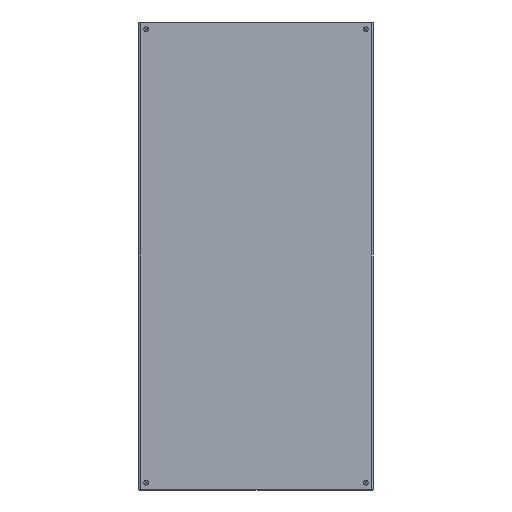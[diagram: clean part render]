
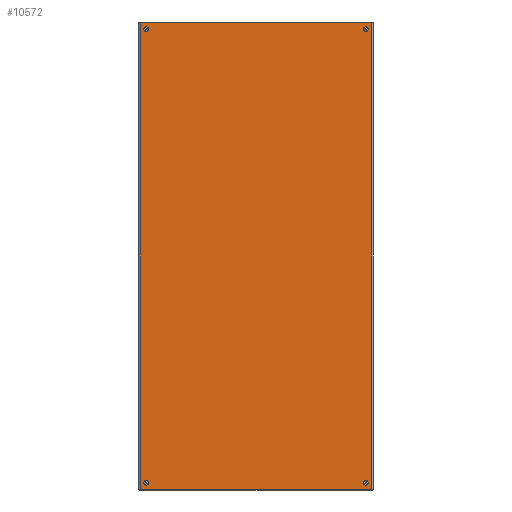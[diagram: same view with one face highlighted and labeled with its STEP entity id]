
A CAD part, left-side view. The second image highlights one B-rep face of the part: STEP entity #10572.
In plain terms, the highlighted face is planar.
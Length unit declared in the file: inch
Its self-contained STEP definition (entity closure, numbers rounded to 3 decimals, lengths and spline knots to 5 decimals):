
#614 = DIRECTION ( 'NONE',  ( -1., 0., 0. ) ) ;
#1062 = EDGE_CURVE ( 'NONE', #55517, #111275, #61746, .T. ) ;
#1144 = CIRCLE ( 'NONE', #9228, 0.25 ) ;
#2341 = LINE ( 'NONE', #18993, #72462 ) ;
#3804 = VECTOR ( 'NONE', #34142, 39.37008 ) ;
#4379 = EDGE_CURVE ( 'NONE', #91418, #103766, #1144, .T. ) ;
#4739 = CARTESIAN_POINT ( 'NONE',  ( 23.5, 0., 11.25 ) ) ;
#4961 = CARTESIAN_POINT ( 'NONE',  ( 23.25, 0., -11.25 ) ) ;
#4988 = VECTOR ( 'NONE', #82131, 39.37008 ) ;
#5624 = ORIENTED_EDGE ( 'NONE', *, *, #44517, .T. ) ;
#6262 = VERTEX_POINT ( 'NONE', #32644 ) ;
#6604 = AXIS2_PLACEMENT_3D ( 'NONE', #43419, #42175, #79733 ) ;
#8589 = VERTEX_POINT ( 'NONE', #13625 ) ;
#8953 = CARTESIAN_POINT ( 'NONE',  ( -23., 0., -11.25 ) ) ;
#9228 = AXIS2_PLACEMENT_3D ( 'NONE', #77328, #86735, #19845 ) ;
#10052 = CARTESIAN_POINT ( 'NONE',  ( -23., 0., 11.25 ) ) ;
#10572 = ADVANCED_FACE ( 'NONE', ( #46028, #76629, #117583, #79578, #34235 ), #22952, .F. ) ;
#13625 = CARTESIAN_POINT ( 'NONE',  ( -23.928, 0., 11.892 ) ) ;
#15472 = DIRECTION ( 'NONE',  ( 1., 0., 0. ) ) ;
#17203 = VERTEX_POINT ( 'NONE', #67977 ) ;
#18716 = AXIS2_PLACEMENT_3D ( 'NONE', #87850, #31874, #116075 ) ;
#18993 = CARTESIAN_POINT ( 'NONE',  ( -23.928, 0., 11.892 ) ) ;
#19446 = EDGE_CURVE ( 'NONE', #77321, #83574, #49209, .T. ) ;
#19845 = DIRECTION ( 'NONE',  ( 1., 0., 0. ) ) ;
#21257 = CARTESIAN_POINT ( 'NONE',  ( -23.25, 0., 11.25 ) ) ;
#21294 = DIRECTION ( 'NONE',  ( 1., 0., 0. ) ) ;
#22952 = PLANE ( 'NONE',  #18716 ) ;
#24061 = ORIENTED_EDGE ( 'NONE', *, *, #104967, .T. ) ;
#24605 = CARTESIAN_POINT ( 'NONE',  ( 23., 0., -11.25 ) ) ;
#26250 = EDGE_LOOP ( 'NONE', ( #101880, #24061 ) ) ;
#28082 = EDGE_CURVE ( 'NONE', #83574, #77321, #105670, .T. ) ;
#31874 = DIRECTION ( 'NONE',  ( 0., -1., 0. ) ) ;
#32324 = DIRECTION ( 'NONE',  ( 0., -1., 0. ) ) ;
#32329 = ORIENTED_EDGE ( 'NONE', *, *, #32976, .T. ) ;
#32644 = CARTESIAN_POINT ( 'NONE',  ( -23.928, 0., -11.892 ) ) ;
#32976 = EDGE_CURVE ( 'NONE', #77506, #41330, #73436, .T. ) ;
#34142 = DIRECTION ( 'NONE',  ( 1., 0., 0. ) ) ;
#34235 = FACE_BOUND ( 'NONE', #79263, .T. ) ;
#34640 = CARTESIAN_POINT ( 'NONE',  ( 23.25, 0., -11.25 ) ) ;
#35703 = DIRECTION ( 'NONE',  ( 1., 0., 0. ) ) ;
#36042 = ORIENTED_EDGE ( 'NONE', *, *, #4379, .T. ) ;
#38031 = DIRECTION ( 'NONE',  ( 0., -1., 0. ) ) ;
#38139 = CIRCLE ( 'NONE', #61715, 0.25 ) ;
#40195 = EDGE_LOOP ( 'NONE', ( #58654, #32329 ) ) ;
#40264 = AXIS2_PLACEMENT_3D ( 'NONE', #4961, #32324, #83213 ) ;
#41330 = VERTEX_POINT ( 'NONE', #10052 ) ;
#42175 = DIRECTION ( 'NONE',  ( 0., -1., 0. ) ) ;
#43419 = CARTESIAN_POINT ( 'NONE',  ( -23.25, 0., -11.25 ) ) ;
#44517 = EDGE_CURVE ( 'NONE', #103766, #91418, #93523, .T. ) ;
#46028 = FACE_OUTER_BOUND ( 'NONE', #114641, .T. ) ;
#46358 = CARTESIAN_POINT ( 'NONE',  ( -23.25, 0., 11.25 ) ) ;
#49209 = CIRCLE ( 'NONE', #94865, 0.25 ) ;
#50715 = LINE ( 'NONE', #90395, #58046 ) ;
#50981 = ORIENTED_EDGE ( 'NONE', *, *, #69286, .F. ) ;
#51136 = EDGE_CURVE ( 'NONE', #41330, #77506, #38139, .T. ) ;
#51459 = AXIS2_PLACEMENT_3D ( 'NONE', #93940, #38031, #103335 ) ;
#54493 = DIRECTION ( 'NONE',  ( 0., 0., 1. ) ) ;
#55517 = VERTEX_POINT ( 'NONE', #71383 ) ;
#58046 = VECTOR ( 'NONE', #54493, 39.37008 ) ;
#58654 = ORIENTED_EDGE ( 'NONE', *, *, #51136, .T. ) ;
#59333 = DIRECTION ( 'NONE',  ( 0., -1., 0. ) ) ;
#61065 = EDGE_CURVE ( 'NONE', #6262, #8589, #50715, .T. ) ;
#61715 = AXIS2_PLACEMENT_3D ( 'NONE', #46358, #101823, #35703 ) ;
#61746 = CIRCLE ( 'NONE', #119235, 0.25 ) ;
#64903 = EDGE_CURVE ( 'NONE', #17203, #71175, #73708, .T. ) ;
#65788 = EDGE_LOOP ( 'NONE', ( #5624, #36042 ) ) ;
#67977 = CARTESIAN_POINT ( 'NONE',  ( 23.928, 0., 11.892 ) ) ;
#69286 = EDGE_CURVE ( 'NONE', #6262, #71175, #98883, .T. ) ;
#71175 = VERTEX_POINT ( 'NONE', #109277 ) ;
#71383 = CARTESIAN_POINT ( 'NONE',  ( 23.5, 0., -11.25 ) ) ;
#72462 = VECTOR ( 'NONE', #614, 39.37008 ) ;
#73436 = CIRCLE ( 'NONE', #107285, 0.25 ) ;
#73708 = LINE ( 'NONE', #88708, #4988 ) ;
#76629 = FACE_BOUND ( 'NONE', #65788, .T. ) ;
#76927 = ORIENTED_EDGE ( 'NONE', *, *, #19446, .T. ) ;
#77321 = VERTEX_POINT ( 'NONE', #89739 ) ;
#77328 = CARTESIAN_POINT ( 'NONE',  ( 23.25, 0., 11.25 ) ) ;
#77506 = VERTEX_POINT ( 'NONE', #95313 ) ;
#77759 = CARTESIAN_POINT ( 'NONE',  ( 23., 0., 11.25 ) ) ;
#79263 = EDGE_LOOP ( 'NONE', ( #88903, #76927 ) ) ;
#79578 = FACE_BOUND ( 'NONE', #26250, .T. ) ;
#79733 = DIRECTION ( 'NONE',  ( 1., 0., 0. ) ) ;
#81783 = ORIENTED_EDGE ( 'NONE', *, *, #61065, .T. ) ;
#82131 = DIRECTION ( 'NONE',  ( 0., 0., -1. ) ) ;
#83213 = DIRECTION ( 'NONE',  ( 1., 0., 0. ) ) ;
#83574 = VERTEX_POINT ( 'NONE', #8953 ) ;
#84289 = EDGE_CURVE ( 'NONE', #17203, #8589, #2341, .T. ) ;
#84565 = ORIENTED_EDGE ( 'NONE', *, *, #64903, .T. ) ;
#86555 = DIRECTION ( 'NONE',  ( 1., 0., 0. ) ) ;
#86735 = DIRECTION ( 'NONE',  ( 0., -1., 0. ) ) ;
#87850 = CARTESIAN_POINT ( 'NONE',  ( 23.928, 0., -11.928 ) ) ;
#88708 = CARTESIAN_POINT ( 'NONE',  ( 23.928, 0., -11.928 ) ) ;
#88903 = ORIENTED_EDGE ( 'NONE', *, *, #28082, .T. ) ;
#89355 = CIRCLE ( 'NONE', #40264, 0.25 ) ;
#89739 = CARTESIAN_POINT ( 'NONE',  ( -23.5, 0., -11.25 ) ) ;
#90395 = CARTESIAN_POINT ( 'NONE',  ( -23.928, 0., 11.928 ) ) ;
#91418 = VERTEX_POINT ( 'NONE', #77759 ) ;
#93523 = CIRCLE ( 'NONE', #51459, 0.25 ) ;
#93567 = ORIENTED_EDGE ( 'NONE', *, *, #84289, .F. ) ;
#93940 = CARTESIAN_POINT ( 'NONE',  ( 23.25, 0., 11.25 ) ) ;
#94865 = AXIS2_PLACEMENT_3D ( 'NONE', #105816, #59333, #21294 ) ;
#95313 = CARTESIAN_POINT ( 'NONE',  ( -23.5, 0., 11.25 ) ) ;
#98883 = LINE ( 'NONE', #118713, #3804 ) ;
#99151 = DIRECTION ( 'NONE',  ( 0., -1., 0. ) ) ;
#101823 = DIRECTION ( 'NONE',  ( 0., -1., 0. ) ) ;
#101880 = ORIENTED_EDGE ( 'NONE', *, *, #1062, .T. ) ;
#103335 = DIRECTION ( 'NONE',  ( 1., 0., 0. ) ) ;
#103766 = VERTEX_POINT ( 'NONE', #4739 ) ;
#104967 = EDGE_CURVE ( 'NONE', #111275, #55517, #89355, .T. ) ;
#105670 = CIRCLE ( 'NONE', #6604, 0.25 ) ;
#105816 = CARTESIAN_POINT ( 'NONE',  ( -23.25, 0., -11.25 ) ) ;
#107285 = AXIS2_PLACEMENT_3D ( 'NONE', #21257, #113983, #86555 ) ;
#109277 = CARTESIAN_POINT ( 'NONE',  ( 23.928, 0., -11.892 ) ) ;
#111275 = VERTEX_POINT ( 'NONE', #24605 ) ;
#113983 = DIRECTION ( 'NONE',  ( 0., -1., 0. ) ) ;
#114641 = EDGE_LOOP ( 'NONE', ( #50981, #81783, #93567, #84565 ) ) ;
#116075 = DIRECTION ( 'NONE',  ( 1., 0., 0. ) ) ;
#117583 = FACE_BOUND ( 'NONE', #40195, .T. ) ;
#118713 = CARTESIAN_POINT ( 'NONE',  ( 23.928, 0., -11.892 ) ) ;
#119235 = AXIS2_PLACEMENT_3D ( 'NONE', #34640, #99151, #15472 ) ;
